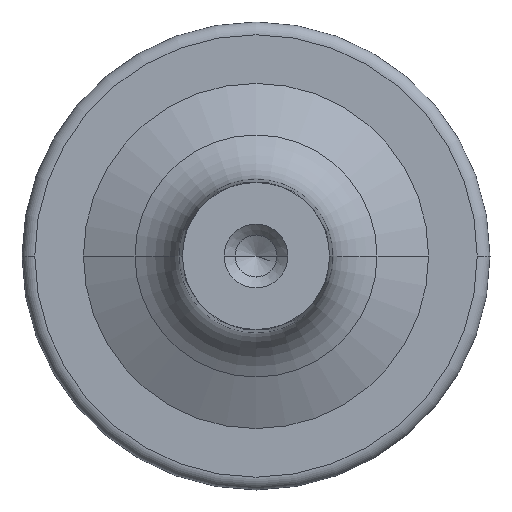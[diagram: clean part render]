
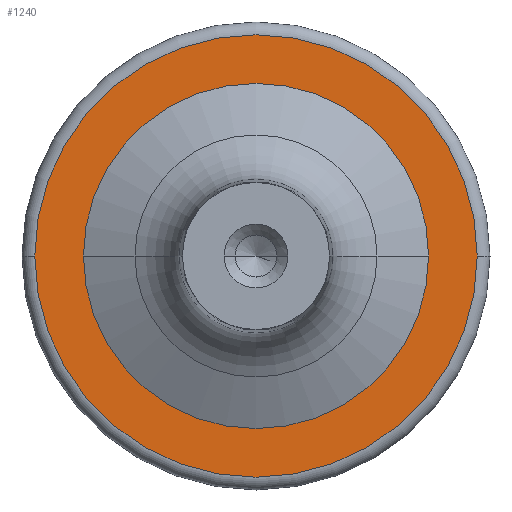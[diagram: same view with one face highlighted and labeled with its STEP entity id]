
A CAD part, front view. The second image highlights one B-rep face of the part: STEP entity #1240.
In plain terms, the highlighted planar face has unit normal (0, -1, 0).
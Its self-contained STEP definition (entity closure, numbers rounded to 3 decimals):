
#750=CARTESIAN_POINT('',(-17.3,21.5,0.));
#760=VERTEX_POINT('',#750);
#790=CARTESIAN_POINT('',(0.,21.5,0.));
#800=DIRECTION('',(0.,-1.,0.));
#810=DIRECTION('',(-1.,0.,0.));
#820=AXIS2_PLACEMENT_3D('',#790,#800,#810);
#830=CIRCLE('',#820,17.3);
#840=CARTESIAN_POINT('',(17.3,21.5,0.));
#850=VERTEX_POINT('',#840);
#860=EDGE_CURVE('',#760,#850,#830,.T.);
#990=CARTESIAN_POINT('',(-16.275,21.5,0.));
#1000=DIRECTION('',(-0.,1.,0.));
#1010=DIRECTION('',(1.,0.,0.));
#1020=AXIS2_PLACEMENT_3D('',#990,#1000,#1010);
#1030=PLANE('',#1020);
#1040=CARTESIAN_POINT('',(0.,21.5,0.));
#1050=DIRECTION('',(0.,1.,0.));
#1060=DIRECTION('',(1.,0.,0.));
#1070=AXIS2_PLACEMENT_3D('',#1040,#1050,#1060);
#1080=CIRCLE('',#1070,13.5);
#1090=CARTESIAN_POINT('',(-13.5,21.5,0.));
#1100=VERTEX_POINT('',#1090);
#1110=CARTESIAN_POINT('',(13.5,21.5,0.));
#1120=VERTEX_POINT('',#1110);
#1130=EDGE_CURVE('',#1100,#1120,#1080,.T.);
#1140=ORIENTED_EDGE('',*,*,#1130,.T.);
#1150=EDGE_CURVE('',#1120,#1100,#1080,.T.);
#1160=ORIENTED_EDGE('',*,*,#1150,.T.);
#1170=EDGE_LOOP('',(#1160,#1140));
#1180=FACE_BOUND('',#1170,.T.);
#1190=ORIENTED_EDGE('',*,*,#860,.T.);
#1200=EDGE_CURVE('',#850,#760,#830,.T.);
#1210=ORIENTED_EDGE('',*,*,#1200,.T.);
#1220=EDGE_LOOP('',(#1210,#1190));
#1230=FACE_OUTER_BOUND('',#1220,.T.);
#1240=ADVANCED_FACE('',(#1180,#1230),#1030,.F.);
